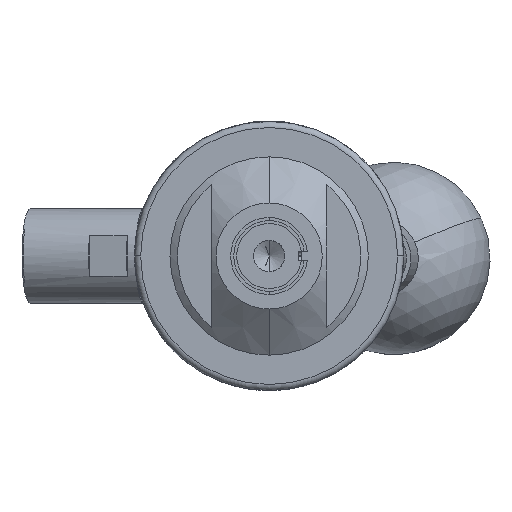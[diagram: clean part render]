
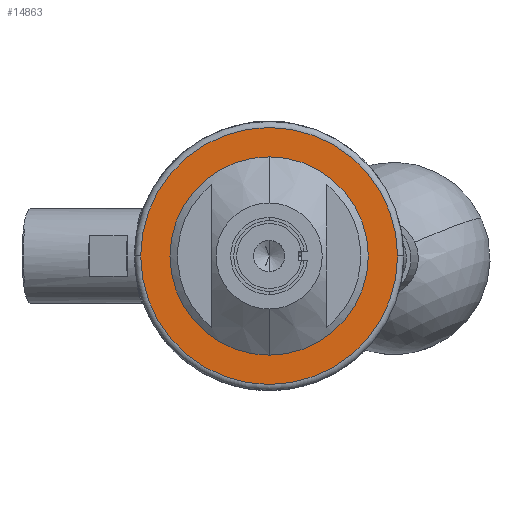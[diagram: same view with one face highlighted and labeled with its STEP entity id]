
A CAD part, left-side view. The second image highlights one B-rep face of the part: STEP entity #14863.
In plain terms, the highlighted planar face has unit normal (-1, 0, 0).
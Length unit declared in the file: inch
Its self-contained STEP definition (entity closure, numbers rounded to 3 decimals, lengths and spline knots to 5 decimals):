
#21 = CARTESIAN_POINT ( 'NONE',  ( -3.921, -0.875, 0. ) ) ;
#397 = DIRECTION ( 'NONE',  ( -1., 0., 0. ) ) ;
#626 = DIRECTION ( 'NONE',  ( -1., 0., 0. ) ) ;
#791 = VERTEX_POINT ( 'NONE', #7536 ) ;
#822 = CIRCLE ( 'NONE', #15006, 0.27344 ) ;
#1288 = DIRECTION ( 'NONE',  ( 1., 0., 0. ) ) ;
#1684 = AXIS2_PLACEMENT_3D ( 'NONE', #10008, #626, #8831 ) ;
#2187 = AXIS2_PLACEMENT_3D ( 'NONE', #9456, #11714, #5685 ) ;
#2306 = DIRECTION ( 'NONE',  ( 0., -1., 0. ) ) ;
#3039 = EDGE_CURVE ( 'NONE', #9114, #791, #822, .T. ) ;
#3301 = ORIENTED_EDGE ( 'NONE', *, *, #15306, .F. ) ;
#3919 = CIRCLE ( 'NONE', #1684, 0.27344 ) ;
#4223 = CARTESIAN_POINT ( 'NONE',  ( -3.921, 0., 0. ) ) ;
#4355 = CARTESIAN_POINT ( 'NONE',  ( -3.921, 0., 0.27344 ) ) ;
#5339 = CARTESIAN_POINT ( 'NONE',  ( -3.921, -0.835, 0. ) ) ;
#5518 = VERTEX_POINT ( 'NONE', #8424 ) ;
#5685 = DIRECTION ( 'NONE',  ( 0., -1., 0. ) ) ;
#5970 = EDGE_CURVE ( 'NONE', #11836, #5518, #10398, .T. ) ;
#6088 = PLANE ( 'NONE',  #14581 ) ;
#6439 = AXIS2_PLACEMENT_3D ( 'NONE', #4223, #397, #13455 ) ;
#7536 = CARTESIAN_POINT ( 'NONE',  ( -3.921, 0., -0.27344 ) ) ;
#7665 = EDGE_LOOP ( 'NONE', ( #7682, #11875 ) ) ;
#7682 = ORIENTED_EDGE ( 'NONE', *, *, #5970, .T. ) ;
#8399 = EDGE_CURVE ( 'NONE', #5518, #11836, #14859, .T. ) ;
#8424 = CARTESIAN_POINT ( 'NONE',  ( -3.921, 0.835, 0. ) ) ;
#8831 = DIRECTION ( 'NONE',  ( 0., 0., -1. ) ) ;
#9114 = VERTEX_POINT ( 'NONE', #4355 ) ;
#9456 = CARTESIAN_POINT ( 'NONE',  ( -3.921, 0., 0. ) ) ;
#10008 = CARTESIAN_POINT ( 'NONE',  ( -3.921, 0., 0. ) ) ;
#10398 = CIRCLE ( 'NONE', #6439, 0.835 ) ;
#10480 = DIRECTION ( 'NONE',  ( -1., 0., 0. ) ) ;
#10567 = CARTESIAN_POINT ( 'NONE',  ( -3.921, 0., 0. ) ) ;
#11540 = EDGE_LOOP ( 'NONE', ( #3301, #14202 ) ) ;
#11647 = DIRECTION ( 'NONE',  ( 0., 0., -1. ) ) ;
#11714 = DIRECTION ( 'NONE',  ( -1., 0., 0. ) ) ;
#11836 = VERTEX_POINT ( 'NONE', #5339 ) ;
#11875 = ORIENTED_EDGE ( 'NONE', *, *, #8399, .T. ) ;
#12822 = FACE_OUTER_BOUND ( 'NONE', #7665, .T. ) ;
#13455 = DIRECTION ( 'NONE',  ( 0., -1., 0. ) ) ;
#14202 = ORIENTED_EDGE ( 'NONE', *, *, #3039, .F. ) ;
#14271 = FACE_BOUND ( 'NONE', #11540, .T. ) ;
#14581 = AXIS2_PLACEMENT_3D ( 'NONE', #21, #1288, #2306 ) ;
#14859 = CIRCLE ( 'NONE', #2187, 0.835 ) ;
#14863 = ADVANCED_FACE ( 'NONE', ( #14271, #12822 ), #6088, .F. ) ;
#15006 = AXIS2_PLACEMENT_3D ( 'NONE', #10567, #10480, #11647 ) ;
#15306 = EDGE_CURVE ( 'NONE', #791, #9114, #3919, .T. ) ;
